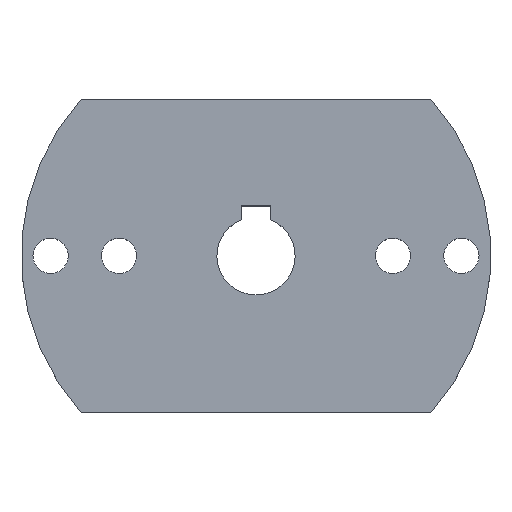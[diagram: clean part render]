
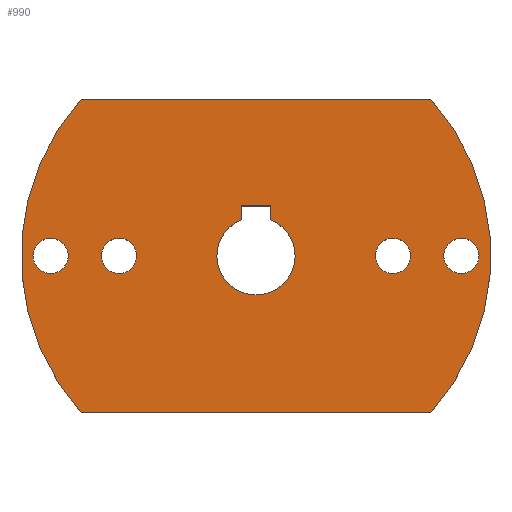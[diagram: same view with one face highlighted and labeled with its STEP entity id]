
A CAD part, top view. The second image highlights one B-rep face of the part: STEP entity #990.
In plain terms, the highlighted planar face has unit normal (0, 0, 1).
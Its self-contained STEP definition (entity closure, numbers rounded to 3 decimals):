
#13 = VERTEX_POINT ( 'NONE', #497 ) ;
#26 = FACE_BOUND ( 'NONE', #1004, .T. ) ;
#54 = AXIS2_PLACEMENT_3D ( 'NONE', #483, #823, #1118 ) ;
#55 = DIRECTION ( 'NONE',  ( 1., 0., 0. ) ) ;
#67 = EDGE_CURVE ( 'NONE', #780, #211, #459, .T. ) ;
#90 = DIRECTION ( 'NONE',  ( 0., 1., 0. ) ) ;
#93 = EDGE_LOOP ( 'NONE', ( #672 ) ) ;
#94 = CIRCLE ( 'NONE', #781, 1.8 ) ;
#104 = VERTEX_POINT ( 'NONE', #958 ) ;
#108 = VERTEX_POINT ( 'NONE', #250 ) ;
#113 = VERTEX_POINT ( 'NONE', #1045 ) ;
#124 = ORIENTED_EDGE ( 'NONE', *, *, #452, .T. ) ;
#129 = VERTEX_POINT ( 'NONE', #601 ) ;
#144 = CARTESIAN_POINT ( 'NONE',  ( 17.889, -16., 16. ) ) ;
#174 = EDGE_LOOP ( 'NONE', ( #267, #986, #642, #697 ) ) ;
#189 = CARTESIAN_POINT ( 'NONE',  ( -17.889, 16., 16. ) ) ;
#204 = PLANE ( 'NONE',  #1020 ) ;
#211 = VERTEX_POINT ( 'NONE', #1068 ) ;
#214 = AXIS2_PLACEMENT_3D ( 'NONE', #689, #1053, #963 ) ;
#246 = VERTEX_POINT ( 'NONE', #804 ) ;
#250 = CARTESIAN_POINT ( 'NONE',  ( 1.5, 5.1, 16. ) ) ;
#253 = AXIS2_PLACEMENT_3D ( 'NONE', #364, #705, #734 ) ;
#255 = CIRCLE ( 'NONE', #690, 1.8 ) ;
#259 = CARTESIAN_POINT ( 'NONE',  ( -21., 0., 16. ) ) ;
#267 = ORIENTED_EDGE ( 'NONE', *, *, #494, .F. ) ;
#268 = DIRECTION ( 'NONE',  ( -1., 0., 0. ) ) ;
#269 = CARTESIAN_POINT ( 'NONE',  ( 21., 0., 16. ) ) ;
#289 = DIRECTION ( 'NONE',  ( -1., 0., 0. ) ) ;
#290 = CARTESIAN_POINT ( 'NONE',  ( 17.889, 16., 16. ) ) ;
#291 = EDGE_CURVE ( 'NONE', #845, #845, #94, .T. ) ;
#308 = EDGE_CURVE ( 'NONE', #1057, #129, #495, .T. ) ;
#330 = CARTESIAN_POINT ( 'NONE',  ( 14., 0., 16. ) ) ;
#360 = CIRCLE ( 'NONE', #54, 1.8 ) ;
#364 = CARTESIAN_POINT ( 'NONE',  ( 0., 0., 16. ) ) ;
#367 = CARTESIAN_POINT ( 'NONE',  ( -17.889, 16., 16. ) ) ;
#368 = ORIENTED_EDGE ( 'NONE', *, *, #835, .T. ) ;
#370 = DIRECTION ( 'NONE',  ( 0., 0., -1. ) ) ;
#384 = EDGE_CURVE ( 'NONE', #104, #104, #360, .T. ) ;
#403 = VERTEX_POINT ( 'NONE', #189 ) ;
#405 = FACE_BOUND ( 'NONE', #955, .T. ) ;
#407 = EDGE_LOOP ( 'NONE', ( #775, #474, #693, #904 ) ) ;
#409 = DIRECTION ( 'NONE',  ( -1., 0., 0. ) ) ;
#415 = CIRCLE ( 'NONE', #1087, 1.8 ) ;
#452 = EDGE_CURVE ( 'NONE', #113, #113, #255, .T. ) ;
#459 = CIRCLE ( 'NONE', #214, 4. ) ;
#466 = VECTOR ( 'NONE', #817, 1000. ) ;
#474 = ORIENTED_EDGE ( 'NONE', *, *, #1042, .T. ) ;
#483 = CARTESIAN_POINT ( 'NONE',  ( -14., 0., 16. ) ) ;
#486 = ORIENTED_EDGE ( 'NONE', *, *, #291, .T. ) ;
#494 = EDGE_CURVE ( 'NONE', #530, #403, #915, .T. ) ;
#495 = CIRCLE ( 'NONE', #253, 24. ) ;
#497 = CARTESIAN_POINT ( 'NONE',  ( 12.2, 0., 16. ) ) ;
#506 = CARTESIAN_POINT ( 'NONE',  ( 0., 0., 16. ) ) ;
#523 = CARTESIAN_POINT ( 'NONE',  ( 0., 0., 16. ) ) ;
#530 = VERTEX_POINT ( 'NONE', #903 ) ;
#537 = LINE ( 'NONE', #367, #872 ) ;
#585 = CARTESIAN_POINT ( 'NONE',  ( 1.5, 3.708, 16. ) ) ;
#594 = AXIS2_PLACEMENT_3D ( 'NONE', #523, #737, #268 ) ;
#596 = FACE_OUTER_BOUND ( 'NONE', #174, .T. ) ;
#601 = CARTESIAN_POINT ( 'NONE',  ( 17.889, -16., 16. ) ) ;
#603 = EDGE_CURVE ( 'NONE', #403, #1057, #537, .T. ) ;
#619 = EDGE_CURVE ( 'NONE', #246, #108, #710, .T. ) ;
#638 = DIRECTION ( 'NONE',  ( 0., 0., -1. ) ) ;
#642 = ORIENTED_EDGE ( 'NONE', *, *, #308, .F. ) ;
#652 = LINE ( 'NONE', #1030, #466 ) ;
#672 = ORIENTED_EDGE ( 'NONE', *, *, #384, .T. ) ;
#674 = VECTOR ( 'NONE', #879, 1000. ) ;
#689 = CARTESIAN_POINT ( 'NONE',  ( 0., 0., 16. ) ) ;
#690 = AXIS2_PLACEMENT_3D ( 'NONE', #269, #370, #289 ) ;
#691 = FACE_BOUND ( 'NONE', #1014, .T. ) ;
#693 = ORIENTED_EDGE ( 'NONE', *, *, #619, .T. ) ;
#697 = ORIENTED_EDGE ( 'NONE', *, *, #603, .F. ) ;
#705 = DIRECTION ( 'NONE',  ( 0., 0., -1. ) ) ;
#710 = LINE ( 'NONE', #763, #1109 ) ;
#734 = DIRECTION ( 'NONE',  ( -1., 0., 0. ) ) ;
#737 = DIRECTION ( 'NONE',  ( 0., 0., -1. ) ) ;
#763 = CARTESIAN_POINT ( 'NONE',  ( 1.5, 5.1, 16. ) ) ;
#772 = FACE_BOUND ( 'NONE', #93, .T. ) ;
#775 = ORIENTED_EDGE ( 'NONE', *, *, #67, .T. ) ;
#780 = VERTEX_POINT ( 'NONE', #585 ) ;
#781 = AXIS2_PLACEMENT_3D ( 'NONE', #259, #638, #1005 ) ;
#804 = CARTESIAN_POINT ( 'NONE',  ( -1.5, 5.1, 16. ) ) ;
#817 = DIRECTION ( 'NONE',  ( 0., -1., 0. ) ) ;
#823 = DIRECTION ( 'NONE',  ( 0., 0., -1. ) ) ;
#829 = CARTESIAN_POINT ( 'NONE',  ( -1.5, 2.1, 16. ) ) ;
#835 = EDGE_CURVE ( 'NONE', #13, #13, #415, .T. ) ;
#845 = VERTEX_POINT ( 'NONE', #951 ) ;
#872 = VECTOR ( 'NONE', #55, 1000. ) ;
#879 = DIRECTION ( 'NONE',  ( -1., 0., 0. ) ) ;
#903 = CARTESIAN_POINT ( 'NONE',  ( -17.889, -16., 16. ) ) ;
#904 = ORIENTED_EDGE ( 'NONE', *, *, #1052, .T. ) ;
#915 = CIRCLE ( 'NONE', #594, 24. ) ;
#951 = CARTESIAN_POINT ( 'NONE',  ( -22.8, 0., 16. ) ) ;
#955 = EDGE_LOOP ( 'NONE', ( #124 ) ) ;
#958 = CARTESIAN_POINT ( 'NONE',  ( -15.8, 0., 16. ) ) ;
#960 = DIRECTION ( 'NONE',  ( 0., 0., -1. ) ) ;
#963 = DIRECTION ( 'NONE',  ( -1., 0., 0. ) ) ;
#986 = ORIENTED_EDGE ( 'NONE', *, *, #1028, .F. ) ;
#990 = ADVANCED_FACE ( 'NONE', ( #1147, #691, #405, #26, #772, #596 ), #204, .F. ) ;
#1004 = EDGE_LOOP ( 'NONE', ( #368 ) ) ;
#1005 = DIRECTION ( 'NONE',  ( -1., 0., 0. ) ) ;
#1014 = EDGE_LOOP ( 'NONE', ( #486 ) ) ;
#1020 = AXIS2_PLACEMENT_3D ( 'NONE', #506, #960, #409 ) ;
#1021 = DIRECTION ( 'NONE',  ( 1., 0., 0. ) ) ;
#1028 = EDGE_CURVE ( 'NONE', #129, #530, #1089, .T. ) ;
#1030 = CARTESIAN_POINT ( 'NONE',  ( 1.5, 2.1, 16. ) ) ;
#1034 = LINE ( 'NONE', #829, #1131 ) ;
#1042 = EDGE_CURVE ( 'NONE', #211, #246, #1034, .T. ) ;
#1045 = CARTESIAN_POINT ( 'NONE',  ( 19.2, 0., 16. ) ) ;
#1049 = DIRECTION ( 'NONE',  ( -1., 0., 0. ) ) ;
#1052 = EDGE_CURVE ( 'NONE', #108, #780, #652, .T. ) ;
#1053 = DIRECTION ( 'NONE',  ( 0., 0., -1. ) ) ;
#1057 = VERTEX_POINT ( 'NONE', #290 ) ;
#1068 = CARTESIAN_POINT ( 'NONE',  ( -1.5, 3.708, 16. ) ) ;
#1087 = AXIS2_PLACEMENT_3D ( 'NONE', #330, #1141, #1049 ) ;
#1089 = LINE ( 'NONE', #144, #674 ) ;
#1109 = VECTOR ( 'NONE', #1021, 1000. ) ;
#1118 = DIRECTION ( 'NONE',  ( -1., 0., 0. ) ) ;
#1131 = VECTOR ( 'NONE', #90, 1000. ) ;
#1141 = DIRECTION ( 'NONE',  ( 0., 0., -1. ) ) ;
#1147 = FACE_BOUND ( 'NONE', #407, .T. ) ;
